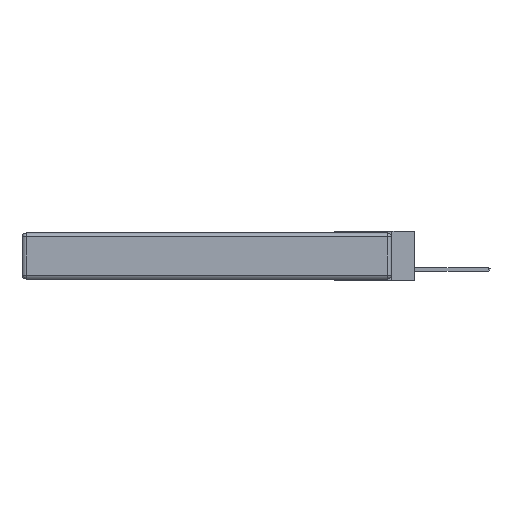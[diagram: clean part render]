
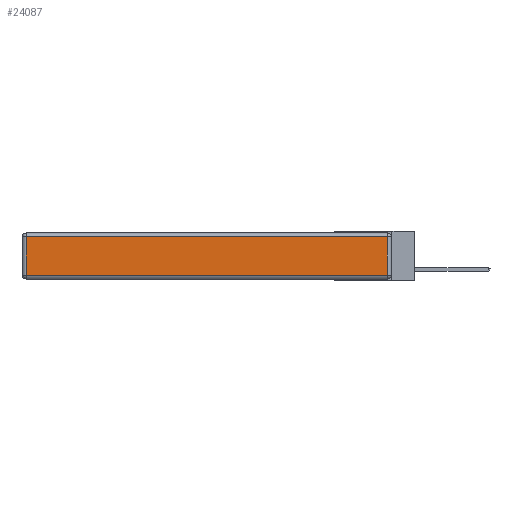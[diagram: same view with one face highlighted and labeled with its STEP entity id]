
A CAD part, left-side view. The second image highlights one B-rep face of the part: STEP entity #24087.
In plain terms, the highlighted planar face has unit normal (-1, 0, 0).
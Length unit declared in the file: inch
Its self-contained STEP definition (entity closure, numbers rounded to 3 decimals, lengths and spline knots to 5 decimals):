
#16 = VERTEX_POINT ( 'NONE', #12564 ) ;
#235 = LINE ( 'NONE', #13285, #2046 ) ;
#1186 = VECTOR ( 'NONE', #14657, 39.37008 ) ;
#1268 = CARTESIAN_POINT ( 'NONE',  ( 0., 2.72, -0.313 ) ) ;
#2046 = VECTOR ( 'NONE', #8863, 39.37008 ) ;
#2401 = DIRECTION ( 'NONE',  ( 0., 0., -1. ) ) ;
#2607 = CARTESIAN_POINT ( 'NONE',  ( 0., 0.03, -0.03 ) ) ;
#5170 = VERTEX_POINT ( 'NONE', #2607 ) ;
#5182 = EDGE_CURVE ( 'NONE', #16, #5519, #8405, .T. ) ;
#5519 = VERTEX_POINT ( 'NONE', #1268 ) ;
#5804 = VECTOR ( 'NONE', #21845, 39.37008 ) ;
#7047 = CARTESIAN_POINT ( 'NONE',  ( 0., 2.72, -0.343 ) ) ;
#8117 = EDGE_CURVE ( 'NONE', #5170, #16, #11849, .T. ) ;
#8405 = LINE ( 'NONE', #7047, #28957 ) ;
#8863 = DIRECTION ( 'NONE',  ( 0., 0., 1. ) ) ;
#10402 = ORIENTED_EDGE ( 'NONE', *, *, #12603, .T. ) ;
#11849 = LINE ( 'NONE', #20897, #1186 ) ;
#12564 = CARTESIAN_POINT ( 'NONE',  ( 0., 2.72, -0.03 ) ) ;
#12603 = EDGE_CURVE ( 'NONE', #21757, #5170, #235, .T. ) ;
#13285 = CARTESIAN_POINT ( 'NONE',  ( 0., 0.03, -0.343 ) ) ;
#14433 = ORIENTED_EDGE ( 'NONE', *, *, #19276, .T. ) ;
#14597 = CARTESIAN_POINT ( 'NONE',  ( 0., 0., -0.313 ) ) ;
#14657 = DIRECTION ( 'NONE',  ( 0., 1., 0. ) ) ;
#16616 = CARTESIAN_POINT ( 'NONE',  ( 0., 0.03, -0.313 ) ) ;
#17226 = CARTESIAN_POINT ( 'NONE',  ( 0., 0., -0.343 ) ) ;
#19276 = EDGE_CURVE ( 'NONE', #5519, #21757, #20115, .T. ) ;
#19676 = DIRECTION ( 'NONE',  ( 0., 0., 1. ) ) ;
#20039 = ORIENTED_EDGE ( 'NONE', *, *, #5182, .T. ) ;
#20115 = LINE ( 'NONE', #14597, #5804 ) ;
#20210 = FACE_OUTER_BOUND ( 'NONE', #28524, .T. ) ;
#20897 = CARTESIAN_POINT ( 'NONE',  ( 0., 2.75, -0.03 ) ) ;
#21309 = ORIENTED_EDGE ( 'NONE', *, *, #8117, .T. ) ;
#21757 = VERTEX_POINT ( 'NONE', #16616 ) ;
#21845 = DIRECTION ( 'NONE',  ( 0., -1., 0. ) ) ;
#22041 = DIRECTION ( 'NONE',  ( -1., 0., 0. ) ) ;
#24087 = ADVANCED_FACE ( 'NONE', ( #20210 ), #26795, .T. ) ;
#26096 = AXIS2_PLACEMENT_3D ( 'NONE', #17226, #22041, #19676 ) ;
#26795 = PLANE ( 'NONE',  #26096 ) ;
#28524 = EDGE_LOOP ( 'NONE', ( #14433, #10402, #21309, #20039 ) ) ;
#28957 = VECTOR ( 'NONE', #2401, 39.37008 ) ;
